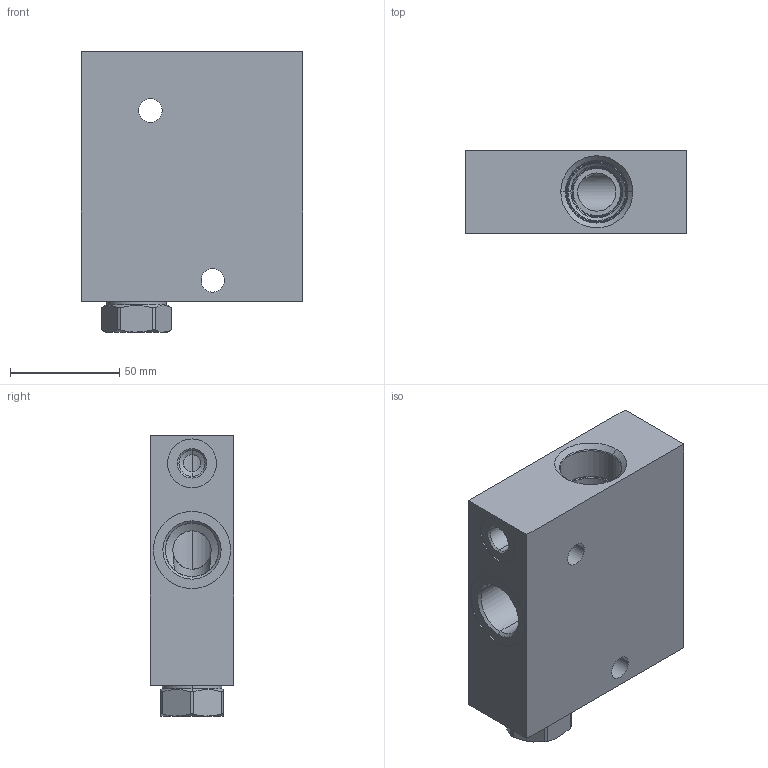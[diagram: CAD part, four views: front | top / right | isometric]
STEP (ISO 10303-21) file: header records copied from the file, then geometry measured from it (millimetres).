
FILE_DESCRIPTION((''),'2;1');
FILE_NAME('N4W_ASM','2020-11-11T',('ProEService'),(''),'PRO/ENGINEER BY PARAMETRIC TECHNOLOGY CORPORATION, 2014200','PRO/ENGINEER BY PARAMETRIC TECHNOLOGY CORPORATION, 2014200','');
FILE_SCHEMA(('CONFIG_CONTROL_DESIGN'));
Length unit declared in the file: inch
Products named in the file (3): 151-916-012; CXEDXCN; N4W_ASM
Assembly tree (2 placements, depth 2):
  N4W_ASM
    151-916-012
    CXEDXCN
Bounding box: 101.6 x 38.1 x 128.57 mm (x, y, z)
Volume: 350317.7 mm3; surface area: 68426.4 mm2
Topology: 4 solids, 5 shells, 292 faces, 909 edges, 732 vertices
Faces by surface type: cylinder 125, cone 65, plane 58, torus 32, revolution 8, sphere 4
Entity records: 11643 total; most frequent: CARTESIAN_POINT 3572, DIRECTION 1744, ORIENTED_EDGE 1358, EDGE_CURVE 679, AXIS2_PLACEMENT_3D 633, VECTOR 470, LINE 470, VERTEX_POINT 410
